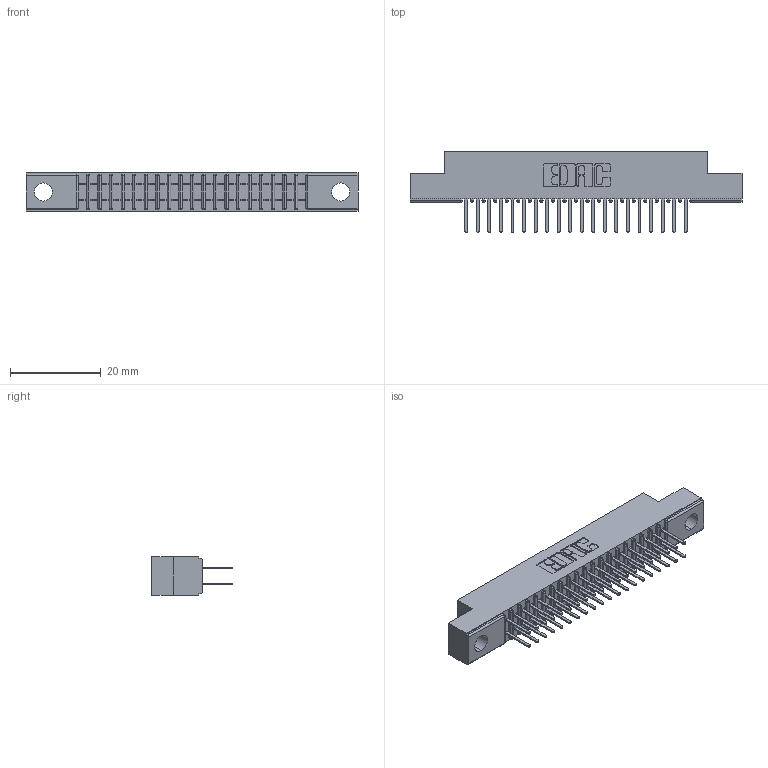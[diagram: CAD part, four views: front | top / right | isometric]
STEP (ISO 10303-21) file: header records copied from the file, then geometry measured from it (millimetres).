
FILE_DESCRIPTION (( 'STEP AP203' ), '1' );
FILE_NAME ('341-040-521-204.STEP', '2018-08-07T00:22:46', ( '' ), ( '' ), 'SwSTEP 2.0', 'SolidWorks 2016', '' );
FILE_SCHEMA (( 'CONFIG_CONTROL_DESIGN' ));
Length unit declared in the file: inch
Products named in the file (3): 341-040-521-204; 341 Part_.156 (3.96) Dia Mounting Holes; 341-292-001_341-292-121
Assembly tree (41 placements, depth 2):
  341-040-521-204
    341 Part_.156 (3.96) Dia Mounting Holes
    341-292-001_341-292-121  x40
Bounding box: 73.03 x 17.7 x 8.38 mm (x, y, z)
Volume: 4087.2 mm3; surface area: 8475.4 mm2
Topology: 41 solids, 41 shells, 2770 faces, 8012 edges, 5190 vertices
Faces by surface type: plane 1682, cylinder 1008, sphere 42, torus 38
Entity records: 27553 total; most frequent: CARTESIAN_POINT 4586, ORIENTED_EDGE 4552, DIRECTION 4458, EDGE_CURVE 2276, VECTOR 1822, LINE 1822, VERTEX_POINT 1446, AXIS2_PLACEMENT_3D 1318
